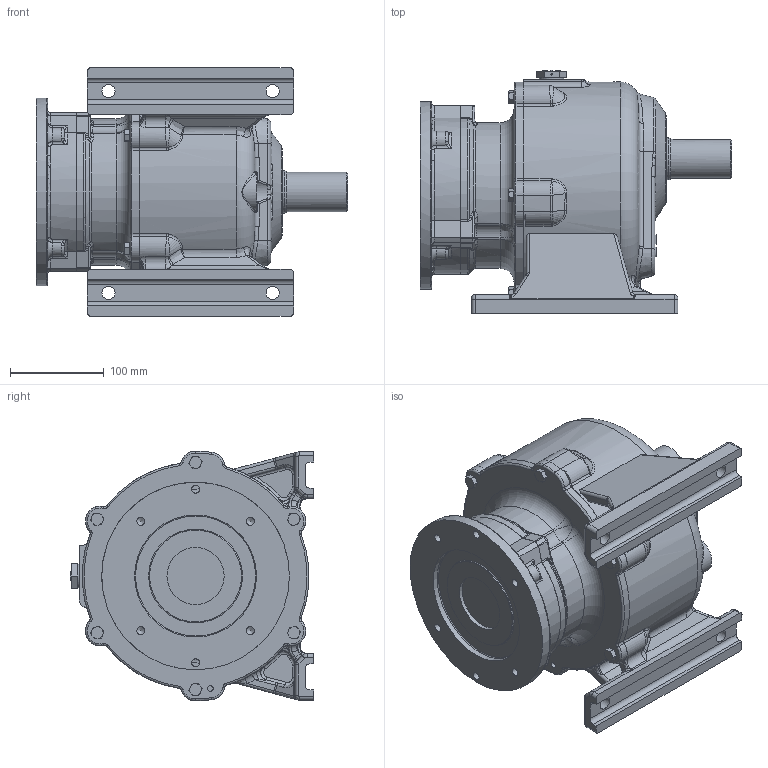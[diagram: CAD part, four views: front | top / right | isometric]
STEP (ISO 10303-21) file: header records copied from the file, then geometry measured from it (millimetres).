
FILE_DESCRIPTION (( 'STEP AP214' ), '1' );
FILE_NAME ('FN_FHI_1.5_R40.stp', '2022-06-23T00:15:16', ( 'Windows 餌辨濠' ), ( '' ), 'SwSTEP 2.0', 'SolidWorks 2021', '' );
FILE_SCHEMA (( 'AUTOMOTIVE_DESIGN' ));
Length unit declared in the file: millimetre
Products named in the file (1): FN_FHI_1.5_R40
Bounding box: 332 x 259.5 x 266 mm (x, y, z)
Volume: 10023270.9 mm3; surface area: 568722.6 mm2
Topology: 13 solids, 13 shells, 1119 faces, 2693 edges, 1609 vertices
Faces by surface type: plane 303, cylinder 294, bspline 267, torus 148, cone 95, sphere 12
Full cylindrical faces by diameter (mm): 1.5 x1, 6 x1, 6.8 x3, 8 x6, 8.376 x6, 8.5 x6, 9 x9, 11.6 x6, 14 x4, 18 x1, 26 x1, 42 x1, 45 x1, 49.8 x1, 61 x1, 64 x1, 68 x2, 98 x1, 130 x1, 200 x1, 213 x1, 222 x1, 227 x1
Entity records: 55217 total; most frequent: CARTESIAN_POINT 31741, ORIENTED_EDGE 4926, DIRECTION 4431, EDGE_CURVE 2463, AXIS2_PLACEMENT_3D 1779, VERTEX_POINT 1557, EDGE_LOOP 1342, FACE_OUTER_BOUND 1203
